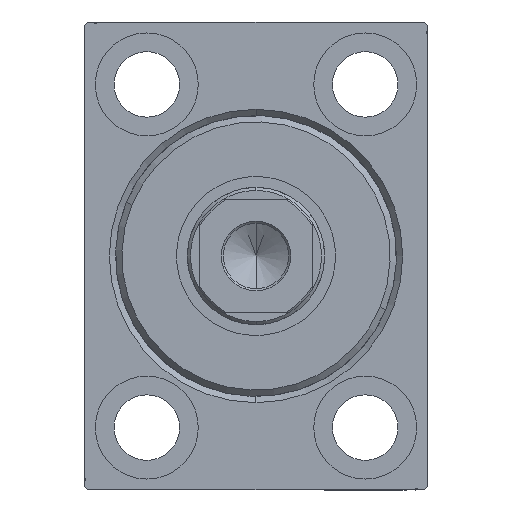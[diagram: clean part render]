
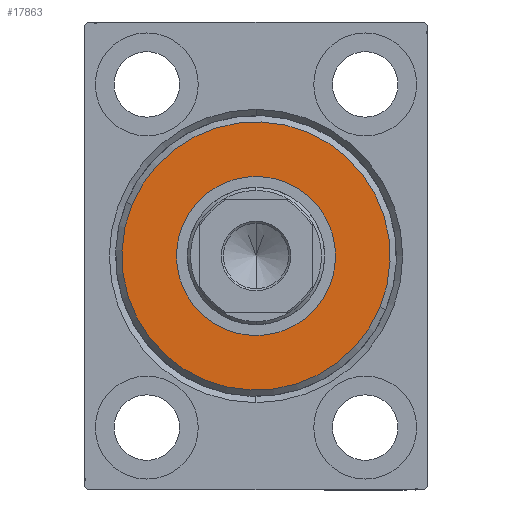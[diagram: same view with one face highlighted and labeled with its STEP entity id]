
A CAD part, left-side view. The second image highlights one B-rep face of the part: STEP entity #17863.
In plain terms, the highlighted face is planar.
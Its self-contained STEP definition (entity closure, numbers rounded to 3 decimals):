
#2004 = DIRECTION ( 'NONE',  ( 0., 0., -1. ) ) ;
#3730 = ORIENTED_EDGE ( 'NONE', *, *, #40178, .T. ) ;
#4425 = EDGE_CURVE ( 'NONE', #28981, #29373, #23693, .T. ) ;
#8691 = DIRECTION ( 'NONE',  ( -1., 0., 0. ) ) ;
#8727 = AXIS2_PLACEMENT_3D ( 'NONE', #32143, #12414, #2004 ) ;
#9152 = CARTESIAN_POINT ( 'NONE',  ( 3., 0., 12.75 ) ) ;
#9516 = CIRCLE ( 'NONE', #10265, 21.5 ) ;
#10265 = AXIS2_PLACEMENT_3D ( 'NONE', #38107, #41199, #24164 ) ;
#10687 = FACE_BOUND ( 'NONE', #41056, .T. ) ;
#12084 = VERTEX_POINT ( 'NONE', #43720 ) ;
#12414 = DIRECTION ( 'NONE',  ( 1., 0., 0. ) ) ;
#14000 = CIRCLE ( 'NONE', #41573, 12.75 ) ;
#14539 = ORIENTED_EDGE ( 'NONE', *, *, #4425, .T. ) ;
#15350 = FACE_OUTER_BOUND ( 'NONE', #30775, .T. ) ;
#17863 = ADVANCED_FACE ( 'NONE', ( #15350, #10687 ), #23782, .T. ) ;
#18484 = AXIS2_PLACEMENT_3D ( 'NONE', #30642, #30868, #37067 ) ;
#21499 = CIRCLE ( 'NONE', #8727, 21.5 ) ;
#21585 = CARTESIAN_POINT ( 'NONE',  ( 3., 0., 21.5 ) ) ;
#22990 = CARTESIAN_POINT ( 'NONE',  ( 3., 0., 0. ) ) ;
#23693 = CIRCLE ( 'NONE', #43469, 12.75 ) ;
#23782 = PLANE ( 'NONE',  #18484 ) ;
#24164 = DIRECTION ( 'NONE',  ( 0., 0., -1. ) ) ;
#26532 = DIRECTION ( 'NONE',  ( -1., 0., 0. ) ) ;
#27942 = EDGE_CURVE ( 'NONE', #12084, #38063, #21499, .T. ) ;
#28981 = VERTEX_POINT ( 'NONE', #9152 ) ;
#29373 = VERTEX_POINT ( 'NONE', #43654 ) ;
#30642 = CARTESIAN_POINT ( 'NONE',  ( 3., 0., 0. ) ) ;
#30775 = EDGE_LOOP ( 'NONE', ( #43793, #35186 ) ) ;
#30868 = DIRECTION ( 'NONE',  ( 1., 0., 0. ) ) ;
#31557 = DIRECTION ( 'NONE',  ( 0., 0., -1. ) ) ;
#31977 = CARTESIAN_POINT ( 'NONE',  ( 3., 0., 0. ) ) ;
#32143 = CARTESIAN_POINT ( 'NONE',  ( 3., 0., 0. ) ) ;
#35186 = ORIENTED_EDGE ( 'NONE', *, *, #27942, .T. ) ;
#35383 = EDGE_CURVE ( 'NONE', #38063, #12084, #9516, .T. ) ;
#36946 = DIRECTION ( 'NONE',  ( 0., 0., -1. ) ) ;
#37067 = DIRECTION ( 'NONE',  ( 0., 0., -1. ) ) ;
#38063 = VERTEX_POINT ( 'NONE', #21585 ) ;
#38107 = CARTESIAN_POINT ( 'NONE',  ( 3., 0., 0. ) ) ;
#40178 = EDGE_CURVE ( 'NONE', #29373, #28981, #14000, .T. ) ;
#41056 = EDGE_LOOP ( 'NONE', ( #14539, #3730 ) ) ;
#41199 = DIRECTION ( 'NONE',  ( 1., 0., 0. ) ) ;
#41573 = AXIS2_PLACEMENT_3D ( 'NONE', #31977, #8691, #31557 ) ;
#43469 = AXIS2_PLACEMENT_3D ( 'NONE', #22990, #26532, #36946 ) ;
#43654 = CARTESIAN_POINT ( 'NONE',  ( 3., 0., -12.75 ) ) ;
#43720 = CARTESIAN_POINT ( 'NONE',  ( 3., 0., -21.5 ) ) ;
#43793 = ORIENTED_EDGE ( 'NONE', *, *, #35383, .T. ) ;
